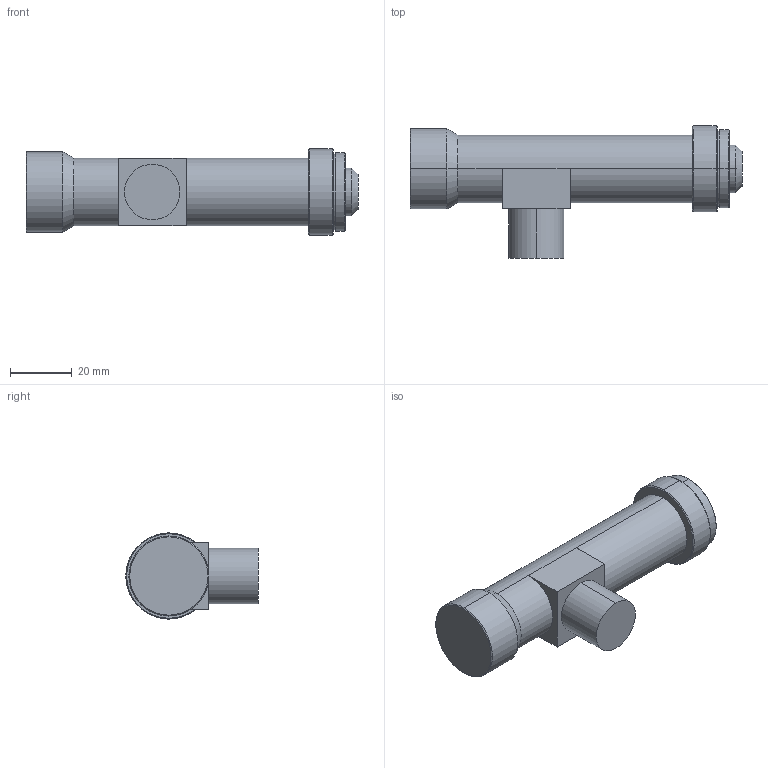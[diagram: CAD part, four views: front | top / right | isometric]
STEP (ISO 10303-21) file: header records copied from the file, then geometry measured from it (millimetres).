
FILE_DESCRIPTION (( 'STEP AP203' ), '1' );
FILE_NAME ('WWH30-65CTV2.STEP', '2021-05-06T07:24:26', ( 'Windows User' ), ( 'P R C' ), 'SwSTEP 2.0', 'SolidWorks 2017', '' );
FILE_SCHEMA (( 'CONFIG_CONTROL_DESIGN' ));
Length unit declared in the file: millimetre
Products named in the file (1): WWH30-65CTV2
Bounding box: 107.8 x 43 x 28 mm (x, y, z)
Volume: 50697.4 mm3; surface area: 10501.6 mm2
Topology: 1 solids, 1 shells, 39 faces, 78 edges, 46 vertices
Faces by surface type: cylinder 15, cone 12, plane 12
Entity records: 1085 total; most frequent: DIRECTION 198, CARTESIAN_POINT 164, ORIENTED_EDGE 156, AXIS2_PLACEMENT_3D 80, EDGE_CURVE 78, VERTEX_POINT 46, EDGE_LOOP 44, CIRCLE 40
